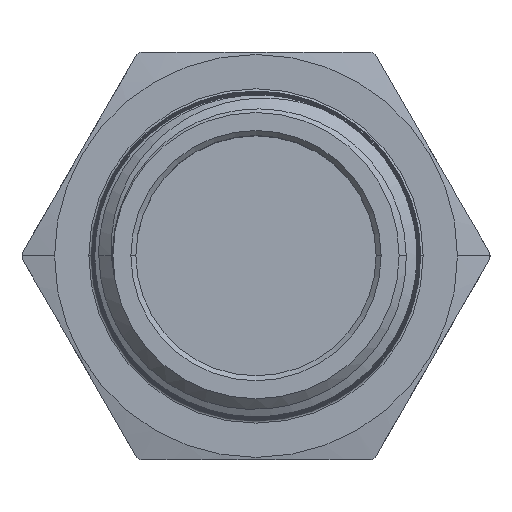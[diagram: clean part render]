
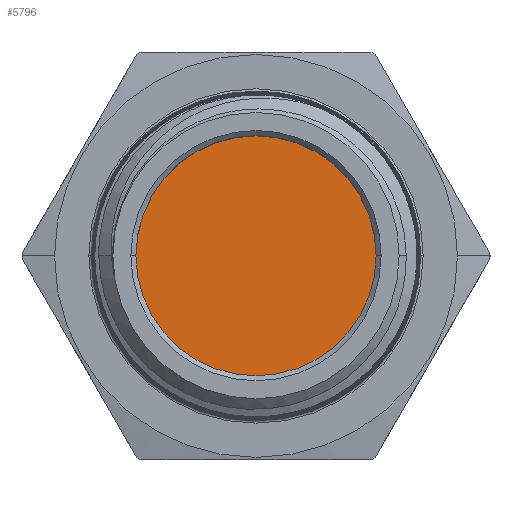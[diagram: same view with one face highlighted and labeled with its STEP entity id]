
A CAD part, top view. The second image highlights one B-rep face of the part: STEP entity #5796.
In plain terms, the highlighted planar face has unit normal (0, 0, 1).
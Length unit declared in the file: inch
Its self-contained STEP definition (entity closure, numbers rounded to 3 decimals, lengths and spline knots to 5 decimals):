
#199 = FACE_OUTER_BOUND ( 'NONE', #264, .T. ) ;
#264 = EDGE_LOOP ( 'NONE', ( #1670, #1669 ) ) ;
#719 = CARTESIAN_POINT ( 'NONE',  ( 0., 0., 0.112 ) ) ;
#721 = PLANE ( 'NONE',  #1530 ) ;
#723 = DIRECTION ( 'NONE',  ( 0., 0., 1. ) ) ;
#724 = DIRECTION ( 'NONE',  ( 1., 0., 0. ) ) ;
#823 = CIRCLE ( 'NONE', #3926, 0.48 ) ;
#1530 = AXIS2_PLACEMENT_3D ( 'NONE', #719, #723, #724 ) ;
#1669 = ORIENTED_EDGE ( 'NONE', *, *, #3758, .T. ) ;
#1670 = ORIENTED_EDGE ( 'NONE', *, *, #3761, .T. ) ;
#3758 = EDGE_CURVE ( 'NONE', #4759, #4764, #823, .T. ) ;
#3761 = EDGE_CURVE ( 'NONE', #4764, #4759, #6764, .T. ) ;
#3926 = AXIS2_PLACEMENT_3D ( 'NONE', #5725, #5724, #5723 ) ;
#3930 = AXIS2_PLACEMENT_3D ( 'NONE', #5715, #5714, #5713 ) ;
#4351 = CARTESIAN_POINT ( 'NONE',  ( 0.48, 0., 0.112 ) ) ;
#4356 = CARTESIAN_POINT ( 'NONE',  ( -0.48, 0., 0.112 ) ) ;
#4759 = VERTEX_POINT ( 'NONE', #4351 ) ;
#4764 = VERTEX_POINT ( 'NONE', #4356 ) ;
#5713 = DIRECTION ( 'NONE',  ( 1., 0., 0. ) ) ;
#5714 = DIRECTION ( 'NONE',  ( 0., 0., 1. ) ) ;
#5715 = CARTESIAN_POINT ( 'NONE',  ( 0., 0., 0.112 ) ) ;
#5723 = DIRECTION ( 'NONE',  ( 1., 0., 0. ) ) ;
#5724 = DIRECTION ( 'NONE',  ( 0., 0., 1. ) ) ;
#5725 = CARTESIAN_POINT ( 'NONE',  ( 0., 0., 0.112 ) ) ;
#5796 = ADVANCED_FACE ( 'NONE', ( #199 ), #721, .T. ) ;
#6764 = CIRCLE ( 'NONE', #3930, 0.48 ) ;
